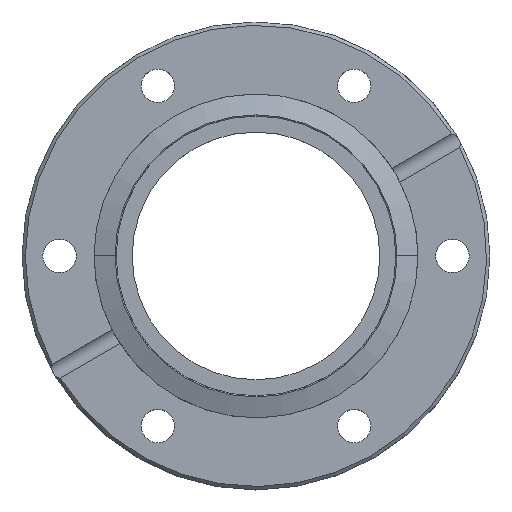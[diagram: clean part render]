
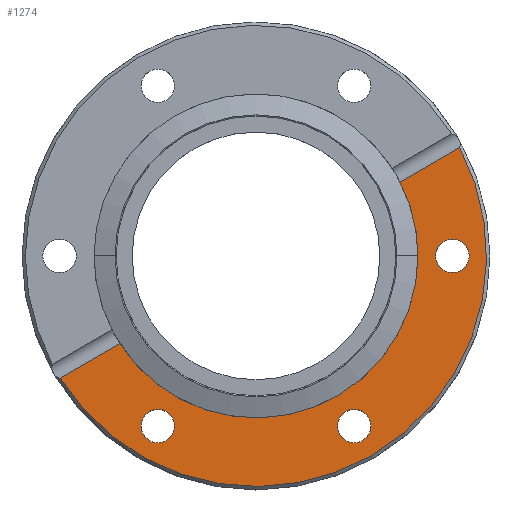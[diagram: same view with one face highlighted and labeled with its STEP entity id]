
A CAD part, top view. The second image highlights one B-rep face of the part: STEP entity #1274.
In plain terms, the highlighted planar face has unit normal (0, 0, 1).
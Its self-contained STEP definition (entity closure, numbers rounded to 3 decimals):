
#21 = DIRECTION ( 'NONE',  ( -0.866, -0.5, 0. ) ) ;
#41 = VECTOR ( 'NONE', #55, 1000. ) ;
#45 = CARTESIAN_POINT ( 'NONE',  ( -40.746, -24.911, 0. ) ) ;
#55 = DIRECTION ( 'NONE',  ( -0.866, -0.5, 0. ) ) ;
#82 = LINE ( 'NONE', #211, #41 ) ;
#86 = AXIS2_PLACEMENT_3D ( 'NONE', #1319, #1313, #1309 ) ;
#101 = EDGE_CURVE ( 'NONE', #803, #369, #1439, .T. ) ;
#107 = CIRCLE ( 'NONE', #614, 34.45 ) ;
#114 = CIRCLE ( 'NONE', #1613, 2.5 ) ;
#115 = ORIENTED_EDGE ( 'NONE', *, *, #1499, .F. ) ;
#119 = DIRECTION ( 'NONE',  ( 1., 0., 0. ) ) ;
#138 = DIRECTION ( 'NONE',  ( 0., 0., 1. ) ) ;
#141 = ORIENTED_EDGE ( 'NONE', *, *, #855, .F. ) ;
#142 = EDGE_CURVE ( 'NONE', #341, #232, #114, .T. ) ;
#159 = CIRCLE ( 'NONE', #676, 2.5 ) ;
#162 = EDGE_CURVE ( 'NONE', #1324, #792, #1151, .T. ) ;
#180 = CARTESIAN_POINT ( 'NONE',  ( 0., 0., 0. ) ) ;
#199 = ORIENTED_EDGE ( 'NONE', *, *, #817, .T. ) ;
#211 = CARTESIAN_POINT ( 'NONE',  ( -40.746, -24.911, 0. ) ) ;
#226 = DIRECTION ( 'NONE',  ( 1., 0., 0. ) ) ;
#232 = VERTEX_POINT ( 'NONE', #1138 ) ;
#258 = CARTESIAN_POINT ( 'NONE',  ( -20.332, -13.124, 0. ) ) ;
#341 = VERTEX_POINT ( 'NONE', #879 ) ;
#362 = CARTESIAN_POINT ( 'NONE',  ( -17.175, -25.418, 0. ) ) ;
#369 = VERTEX_POINT ( 'NONE', #689 ) ;
#376 = ORIENTED_EDGE ( 'NONE', *, *, #893, .F. ) ;
#389 = DIRECTION ( 'NONE',  ( 0., 0., 1. ) ) ;
#396 = CIRCLE ( 'NONE', #1090, 24.2 ) ;
#399 = CARTESIAN_POINT ( 'NONE',  ( 0., 0., 0. ) ) ;
#420 = ORIENTED_EDGE ( 'NONE', *, *, #662, .T. ) ;
#428 = EDGE_CURVE ( 'NONE', #792, #1324, #159, .T. ) ;
#430 = CARTESIAN_POINT ( 'NONE',  ( 31.85, 0., 0. ) ) ;
#449 = DIRECTION ( 'NONE',  ( 1., 0., 0. ) ) ;
#456 = DIRECTION ( 'NONE',  ( 0., 0., 1. ) ) ;
#464 = CARTESIAN_POINT ( 'NONE',  ( 29.35, 0., 0. ) ) ;
#483 = CIRCLE ( 'NONE', #1598, 2.5 ) ;
#509 = EDGE_CURVE ( 'NONE', #1055, #721, #1080, .T. ) ;
#520 = DIRECTION ( 'NONE',  ( 1., 0., 0. ) ) ;
#560 = DIRECTION ( 'NONE',  ( 0., 0., 1. ) ) ;
#614 = AXIS2_PLACEMENT_3D ( 'NONE', #1448, #1479, #1486 ) ;
#662 = EDGE_CURVE ( 'NONE', #1387, #1276, #82, .T. ) ;
#676 = AXIS2_PLACEMENT_3D ( 'NONE', #464, #456, #449 ) ;
#687 = EDGE_LOOP ( 'NONE', ( #1399, #115 ) ) ;
#689 = CARTESIAN_POINT ( 'NONE',  ( -12.175, -25.418, 0. ) ) ;
#700 = ORIENTED_EDGE ( 'NONE', *, *, #428, .F. ) ;
#709 = EDGE_LOOP ( 'NONE', ( #199, #420, #376, #141, #884 ) ) ;
#721 = VERTEX_POINT ( 'NONE', #892 ) ;
#779 = AXIS2_PLACEMENT_3D ( 'NONE', #399, #389, #907 ) ;
#792 = VERTEX_POINT ( 'NONE', #430 ) ;
#794 = ORIENTED_EDGE ( 'NONE', *, *, #1588, .F. ) ;
#803 = VERTEX_POINT ( 'NONE', #362 ) ;
#811 = CARTESIAN_POINT ( 'NONE',  ( 21.532, 11.046, 0. ) ) ;
#817 = EDGE_CURVE ( 'NONE', #721, #1387, #107, .T. ) ;
#849 = FACE_BOUND ( 'NONE', #687, .T. ) ;
#855 = EDGE_CURVE ( 'NONE', #1055, #1520, #856, .T. ) ;
#856 = CIRCLE ( 'NONE', #779, 24.2 ) ;
#879 = CARTESIAN_POINT ( 'NONE',  ( 17.175, -25.418, 0. ) ) ;
#884 = ORIENTED_EDGE ( 'NONE', *, *, #509, .T. ) ;
#892 = CARTESIAN_POINT ( 'NONE',  ( -29.216, -18.254, 0. ) ) ;
#893 = EDGE_CURVE ( 'NONE', #1520, #1276, #396, .T. ) ;
#906 = CARTESIAN_POINT ( 'NONE',  ( 14.675, -25.418, 0. ) ) ;
#907 = DIRECTION ( 'NONE',  ( 1., 0., 0. ) ) ;
#929 = DIRECTION ( 'NONE',  ( -1., 0., 0. ) ) ;
#932 = DIRECTION ( 'NONE',  ( 0., 0., 1. ) ) ;
#935 = DIRECTION ( 'NONE',  ( 0., 0., -1. ) ) ;
#937 = EDGE_LOOP ( 'NONE', ( #700, #1165 ) ) ;
#1007 = CARTESIAN_POINT ( 'NONE',  ( 26.85, 0., 0. ) ) ;
#1040 = PLANE ( 'NONE',  #1107 ) ;
#1051 = EDGE_LOOP ( 'NONE', ( #794, #1415 ) ) ;
#1055 = VERTEX_POINT ( 'NONE', #258 ) ;
#1069 = FACE_BOUND ( 'NONE', #1051, .T. ) ;
#1080 = LINE ( 'NONE', #45, #1595 ) ;
#1090 = AXIS2_PLACEMENT_3D ( 'NONE', #180, #138, #226 ) ;
#1104 = FACE_BOUND ( 'NONE', #937, .T. ) ;
#1107 = AXIS2_PLACEMENT_3D ( 'NONE', #1182, #935, #929 ) ;
#1138 = CARTESIAN_POINT ( 'NONE',  ( 12.175, -25.418, 0. ) ) ;
#1151 = CIRCLE ( 'NONE', #86, 2.5 ) ;
#1165 = ORIENTED_EDGE ( 'NONE', *, *, #162, .F. ) ;
#1182 = CARTESIAN_POINT ( 'NONE',  ( 18.5, 0., 0. ) ) ;
#1274 = ADVANCED_FACE ( 'NONE', ( #849, #1069, #1104, #1346 ), #1040, .F. ) ;
#1276 = VERTEX_POINT ( 'NONE', #811 ) ;
#1304 = CARTESIAN_POINT ( 'NONE',  ( 24.2, 0., 0. ) ) ;
#1309 = DIRECTION ( 'NONE',  ( 1., 0., 0. ) ) ;
#1313 = DIRECTION ( 'NONE',  ( 0., 0., 1. ) ) ;
#1319 = CARTESIAN_POINT ( 'NONE',  ( 29.35, 0., 0. ) ) ;
#1324 = VERTEX_POINT ( 'NONE', #1007 ) ;
#1336 = DIRECTION ( 'NONE',  ( 1., 0., 0. ) ) ;
#1341 = DIRECTION ( 'NONE',  ( 0., 0., 1. ) ) ;
#1346 = FACE_OUTER_BOUND ( 'NONE', #709, .T. ) ;
#1350 = CARTESIAN_POINT ( 'NONE',  ( 14.675, -25.418, 0. ) ) ;
#1379 = AXIS2_PLACEMENT_3D ( 'NONE', #1480, #1472, #1461 ) ;
#1387 = VERTEX_POINT ( 'NONE', #1425 ) ;
#1393 = CIRCLE ( 'NONE', #1554, 2.5 ) ;
#1399 = ORIENTED_EDGE ( 'NONE', *, *, #142, .F. ) ;
#1415 = ORIENTED_EDGE ( 'NONE', *, *, #101, .F. ) ;
#1425 = CARTESIAN_POINT ( 'NONE',  ( 30.416, 16.175, 0. ) ) ;
#1439 = CIRCLE ( 'NONE', #1379, 2.5 ) ;
#1448 = CARTESIAN_POINT ( 'NONE',  ( 0., 0., 0. ) ) ;
#1461 = DIRECTION ( 'NONE',  ( 1., 0., 0. ) ) ;
#1472 = DIRECTION ( 'NONE',  ( 0., 0., 1. ) ) ;
#1479 = DIRECTION ( 'NONE',  ( 0., 0., 1. ) ) ;
#1480 = CARTESIAN_POINT ( 'NONE',  ( -14.675, -25.418, 0. ) ) ;
#1486 = DIRECTION ( 'NONE',  ( 1., 0., 0. ) ) ;
#1499 = EDGE_CURVE ( 'NONE', #232, #341, #483, .T. ) ;
#1520 = VERTEX_POINT ( 'NONE', #1304 ) ;
#1554 = AXIS2_PLACEMENT_3D ( 'NONE', #1590, #932, #119 ) ;
#1588 = EDGE_CURVE ( 'NONE', #369, #803, #1393, .T. ) ;
#1590 = CARTESIAN_POINT ( 'NONE',  ( -14.675, -25.418, 0. ) ) ;
#1595 = VECTOR ( 'NONE', #21, 1000. ) ;
#1598 = AXIS2_PLACEMENT_3D ( 'NONE', #906, #560, #520 ) ;
#1613 = AXIS2_PLACEMENT_3D ( 'NONE', #1350, #1341, #1336 ) ;
